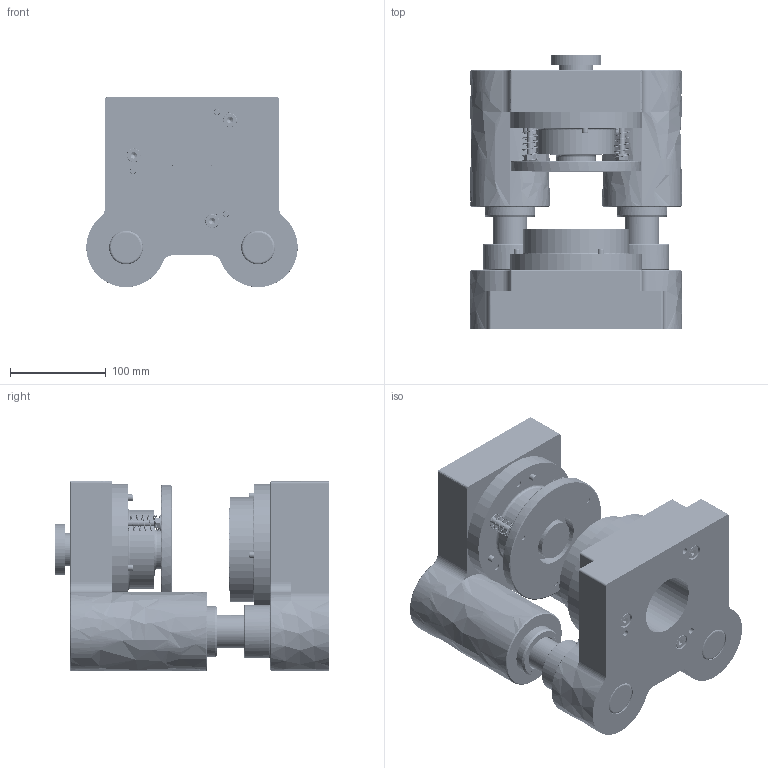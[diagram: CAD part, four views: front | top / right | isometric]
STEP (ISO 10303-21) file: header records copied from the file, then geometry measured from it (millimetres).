
FILE_DESCRIPTION(('FreeCAD Model'),'2;1');
FILE_NAME('Open CASCADE Shape Model','2025-05-09T16:19:06',('FreeCAD'),( 'FreeCAD'),'Open CASCADE STEP processor 7.6','FreeCAD','Unknown');
FILE_SCHEMA(('AUTOMOTIVE_DESIGN { 1 0 10303 214 1 1 1 1 }'));
Products named in the file (1): Open CASCADE STEP translator 7.6 1
Bounding box: 220.75 x 286.98 x 198.68 mm (x, y, z)
Volume: 5222413.3 mm3; surface area: 642762.1 mm2
Topology: 36 solids, 36 shells, 3030 faces, 6971 edges, 4304 vertices
Faces by surface type: bspline 3030
Entity records: 179783 total; most frequent: CARTESIAN_POINT 138561, ORIENTED_EDGE 13894, EDGE_CURVE 6947, VERTEX_POINT 4304, B_SPLINE_CURVE_WITH_KNOTS 4174, FACE_BOUND 4105, EDGE_LOOP 4105, ADVANCED_FACE 3030
